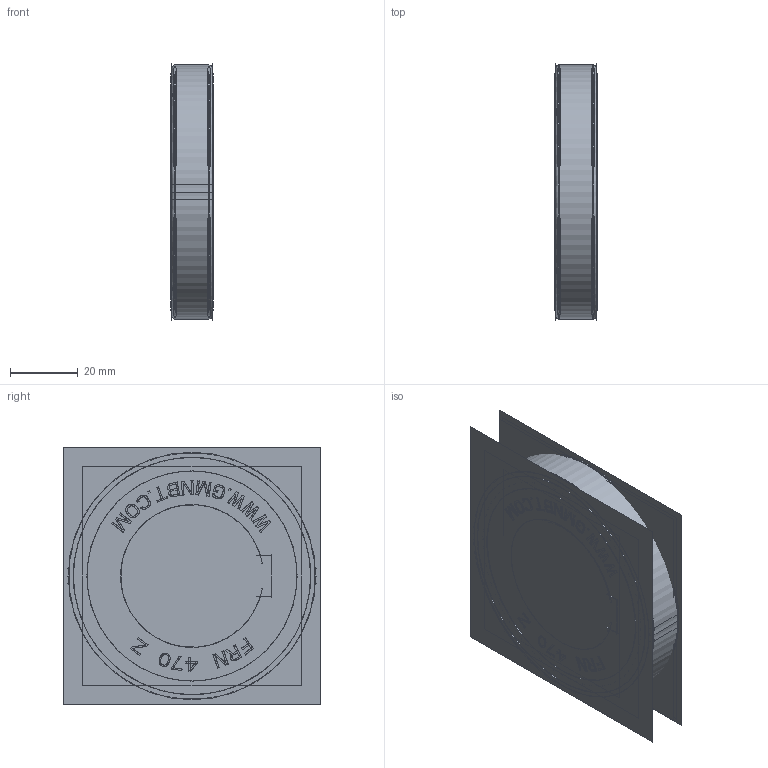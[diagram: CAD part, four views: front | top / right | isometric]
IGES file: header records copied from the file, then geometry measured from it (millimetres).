
Start section:  PTC IGES file: frn470z.igs
Global section: file name: frn470z.igs; native system: Creo Parametric by Parametric Technology Corporation; preprocessor: 2013150; author: sales 4; organization: Unknown; date: 20140326.143613; units: millimetre
Bounding box: 12.48 x 75.92 x 75.93 mm (x, y, z)
Volume: 31805.2 mm3; surface area: 251883.7 mm2
Topology: 71 solids, 71 shells, 4674 faces, 25368 edges, 32452 vertices
Faces by surface type: revolution 2754, bspline 1920
